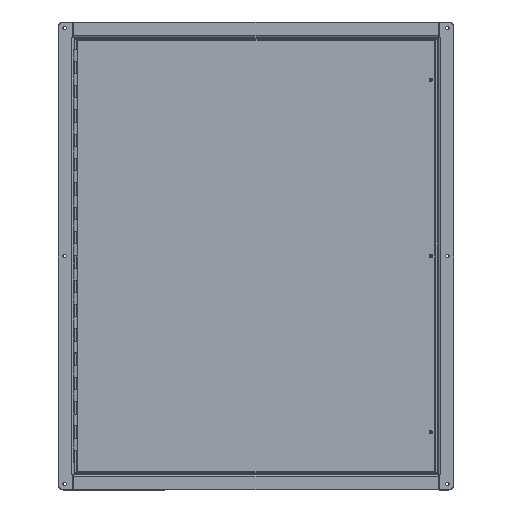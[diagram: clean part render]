
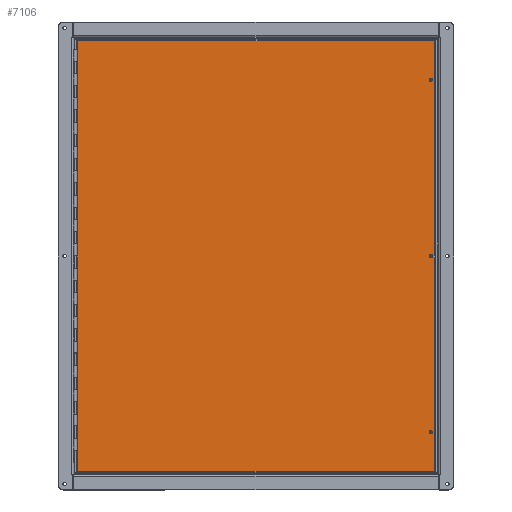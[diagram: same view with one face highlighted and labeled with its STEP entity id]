
A CAD part, top view. The second image highlights one B-rep face of the part: STEP entity #7106.
In plain terms, the highlighted planar face has unit normal (0, 0, 1).
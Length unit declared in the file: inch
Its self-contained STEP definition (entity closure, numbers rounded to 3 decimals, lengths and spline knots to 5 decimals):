
#106=FACE_BOUND($,#1329,.T.);
#107=FACE_BOUND($,#1330,.T.);
#108=FACE_BOUND($,#1331,.T.);
#109=FACE_BOUND($,#1332,.T.);
#205=CIRCLE($,#7527,0.1405);
#207=CIRCLE($,#7530,0.1405);
#209=CIRCLE($,#7533,0.1405);
#563=PLANE($,#7563);
#1329=EDGE_LOOP($,(#5340));
#1330=EDGE_LOOP($,(#5341));
#1331=EDGE_LOOP($,(#5342));
#1332=EDGE_LOOP($,(#5343,#5344,#5345,#5346));
#1880=LINE($,#11591,#2556);
#1896=LINE($,#11693,#2572);
#1911=LINE($,#11793,#2587);
#1926=LINE($,#11892,#2602);
#2556=VECTOR($,#8579,29.2895);
#2572=VECTOR($,#8609,35.4145);
#2587=VECTOR($,#8638,29.2895);
#2602=VECTOR($,#8667,35.4145);
#3176=VERTEX_POINT($,#11566);
#3178=VERTEX_POINT($,#11571);
#3180=VERTEX_POINT($,#11576);
#3183=VERTEX_POINT($,#11582);
#3184=VERTEX_POINT($,#11590);
#3195=VERTEX_POINT($,#11692);
#3205=VERTEX_POINT($,#11792);
#3896=EDGE_CURVE($,#3176,#3176,#205,.T.);
#3898=EDGE_CURVE($,#3178,#3178,#207,.T.);
#3900=EDGE_CURVE($,#3180,#3180,#209,.T.);
#3903=EDGE_CURVE($,#3184,#3183,#1880,.T.);
#3923=EDGE_CURVE($,#3195,#3184,#1896,.T.);
#3942=EDGE_CURVE($,#3205,#3195,#1911,.T.);
#3961=EDGE_CURVE($,#3183,#3205,#1926,.T.);
#5340=ORIENTED_EDGE($,*,*,#3896,.T.);
#5341=ORIENTED_EDGE($,*,*,#3898,.T.);
#5342=ORIENTED_EDGE($,*,*,#3900,.T.);
#5343=ORIENTED_EDGE($,*,*,#3903,.T.);
#5344=ORIENTED_EDGE($,*,*,#3961,.T.);
#5345=ORIENTED_EDGE($,*,*,#3942,.T.);
#5346=ORIENTED_EDGE($,*,*,#3923,.T.);
#7106=ADVANCED_FACE($,(#106,#107,#108,#109),#563,.T.);
#7527=AXIS2_PLACEMENT_3D($,#11567,#8562,#8563);
#7530=AXIS2_PLACEMENT_3D($,#11572,#8568,#8569);
#7533=AXIS2_PLACEMENT_3D($,#11577,#8574,#8575);
#7563=AXIS2_PLACEMENT_3D($,#11979,#8694,#8695);
#8562=DIRECTION('center_axis',(0.,0.,-1.));
#8563=DIRECTION('ref_axis',(-1.,0.,0.));
#8568=DIRECTION('center_axis',(0.,0.,-1.));
#8569=DIRECTION('ref_axis',(-1.,0.,0.));
#8574=DIRECTION('center_axis',(0.,0.,-1.));
#8575=DIRECTION('ref_axis',(-1.,0.,0.));
#8579=DIRECTION($,(-1.,0.,0.));
#8609=DIRECTION($,(0.,1.,0.));
#8638=DIRECTION($,(1.,0.,0.));
#8667=DIRECTION($,(0.,-1.,0.));
#8694=DIRECTION('center_axis',(0.,0.,1.));
#8695=DIRECTION('ref_axis',(1.,0.,0.));
#11566=CARTESIAN_POINT('',(14.5155,-14.5,0.074));
#11567=CARTESIAN_POINT('Origin',(14.375,-14.5,0.074));
#11571=CARTESIAN_POINT('',(14.5155,0.,0.074));
#11572=CARTESIAN_POINT('Origin',(14.375,0.,0.074));
#11576=CARTESIAN_POINT('',(14.5155,14.5,0.074));
#11577=CARTESIAN_POINT('Origin',(14.375,14.5,0.074));
#11582=CARTESIAN_POINT('',(-14.64475,17.70725,0.074));
#11590=CARTESIAN_POINT('',(14.64475,17.70725,0.074));
#11591=CARTESIAN_POINT($,(7.32238,17.70725,0.074));
#11692=CARTESIAN_POINT('',(14.64475,-17.70725,0.074));
#11693=CARTESIAN_POINT($,(14.64475,-8.85363,0.074));
#11792=CARTESIAN_POINT('',(-14.64475,-17.70725,0.074));
#11793=CARTESIAN_POINT($,(-7.32238,-17.70725,0.074));
#11892=CARTESIAN_POINT($,(-14.64475,8.85362,0.074));
#11979=CARTESIAN_POINT('Origin',(0.,0.,
0.074));
